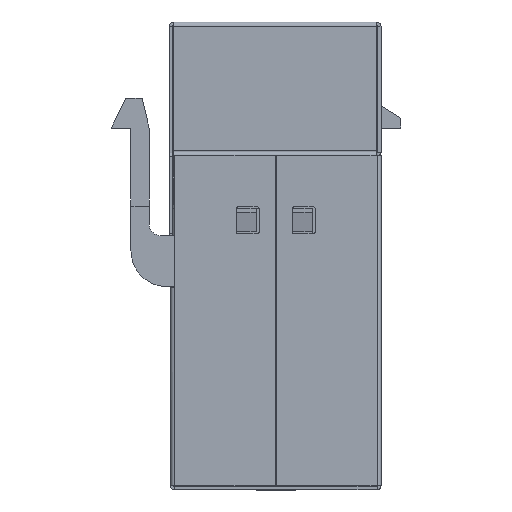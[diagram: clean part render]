
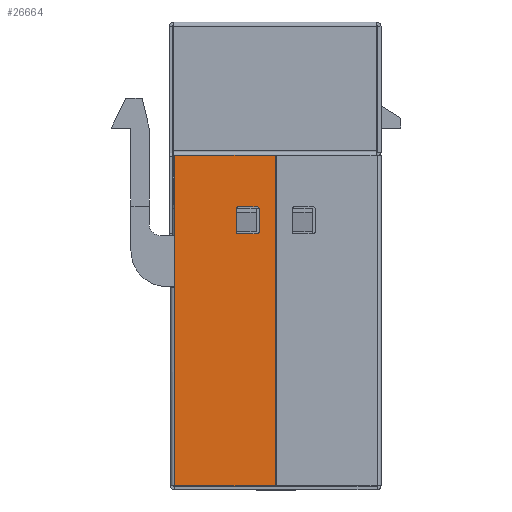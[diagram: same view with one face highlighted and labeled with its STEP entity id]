
A CAD part, left-side view. The second image highlights one B-rep face of the part: STEP entity #26664.
In plain terms, the highlighted face is planar.
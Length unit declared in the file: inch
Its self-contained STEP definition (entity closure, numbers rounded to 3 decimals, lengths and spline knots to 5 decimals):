
#9163 = ORIENTED_EDGE ( 'NONE', *, *, #21668, .T. ) ;
#9164 = ORIENTED_EDGE ( 'NONE', *, *, #21670, .T. ) ;
#9165 = ORIENTED_EDGE ( 'NONE', *, *, #21672, .T. ) ;
#9166 = ORIENTED_EDGE ( 'NONE', *, *, #21675, .T. ) ;
#9167 = ORIENTED_EDGE ( 'NONE', *, *, #21678, .T. ) ;
#9168 = ORIENTED_EDGE ( 'NONE', *, *, #21681, .T. ) ;
#9169 = ORIENTED_EDGE ( 'NONE', *, *, #21684, .T. ) ;
#9170 = ORIENTED_EDGE ( 'NONE', *, *, #21686, .T. ) ;
#9171 = ORIENTED_EDGE ( 'NONE', *, *, #21655, .F. ) ;
#9172 = ORIENTED_EDGE ( 'NONE', *, *, #21665, .T. ) ;
#9173 = ORIENTED_EDGE ( 'NONE', *, *, #21688, .T. ) ;
#9174 = ORIENTED_EDGE ( 'NONE', *, *, #21691, .T. ) ;
#9175 = ORIENTED_EDGE ( 'NONE', *, *, #21693, .T. ) ;
#10927 = CARTESIAN_POINT ( 'NONE',  ( 0.3055, 0.6, -0.36 ) ) ;
#10928 = CARTESIAN_POINT ( 'NONE',  ( 0.001, 0.002, -0.36 ) ) ;
#10929 = DIRECTION ( 'NONE',  ( 0., 1., 0. ) ) ;
#10932 = CARTESIAN_POINT ( 'NONE',  ( 0.3075, 0.843, -0.36 ) ) ;
#10937 = DIRECTION ( 'NONE',  ( -1., 0., 0. ) ) ;
#10938 = DIRECTION ( 'NONE',  ( 0., -1., 0. ) ) ;
#10939 = DIRECTION ( 'NONE',  ( -1., 0., 0. ) ) ;
#10941 = CARTESIAN_POINT ( 'NONE',  ( 0.05, 0.6, -0.36 ) ) ;
#10942 = CARTESIAN_POINT ( 'NONE',  ( 0.3075, 0.761, -0.36 ) ) ;
#10943 = DIRECTION ( 'NONE',  ( 1., 0., 0. ) ) ;
#10944 = CARTESIAN_POINT ( 'NONE',  ( 0.056, 0.837, -0.36 ) ) ;
#10945 = DIRECTION ( 'NONE',  ( 0., 0., 1. ) ) ;
#10946 = DIRECTION ( 'NONE',  ( 1., 0., 0. ) ) ;
#10947 = CARTESIAN_POINT ( 'NONE',  ( 0.119, 0.6, -0.36 ) ) ;
#10948 = DIRECTION ( 'NONE',  ( 0., 1., 0. ) ) ;
#10949 = CARTESIAN_POINT ( 'NONE',  ( 0.056, 0.767, -0.36 ) ) ;
#10950 = DIRECTION ( 'NONE',  ( 0., 0., 1. ) ) ;
#10951 = DIRECTION ( 'NONE',  ( 1., 0., 0. ) ) ;
#10952 = CARTESIAN_POINT ( 'NONE',  ( 0.001, 0.6, -0.36 ) ) ;
#10953 = DIRECTION ( 'NONE',  ( 0., 1., 0. ) ) ;
#10954 = CARTESIAN_POINT ( 'NONE',  ( 0.113, 0.767, -0.36 ) ) ;
#10955 = DIRECTION ( 'NONE',  ( 0., 0., 1. ) ) ;
#10956 = DIRECTION ( 'NONE',  ( 1., 0., 0. ) ) ;
#10958 = CARTESIAN_POINT ( 'NONE',  ( 0.113, 0.837, -0.36 ) ) ;
#10959 = DIRECTION ( 'NONE',  ( 0., 0., 1. ) ) ;
#10960 = DIRECTION ( 'NONE',  ( 1., 0., 0. ) ) ;
#10961 = CARTESIAN_POINT ( 'NONE',  ( 0.3055, 0.998, -0.36 ) ) ;
#10962 = DIRECTION ( 'NONE',  ( 1., 0., 0. ) ) ;
#10963 = CARTESIAN_POINT ( 'NONE',  ( 0.3055, 0.6, -0.36 ) ) ;
#10964 = DIRECTION ( 'NONE',  ( 0., -1., 0. ) ) ;
#12500 = AXIS2_PLACEMENT_3D ( 'NONE', #10944, #10945, #10946 ) ;
#12501 = AXIS2_PLACEMENT_3D ( 'NONE', #10949, #10950, #10951 ) ;
#12502 = AXIS2_PLACEMENT_3D ( 'NONE', #10954, #10955, #10956 ) ;
#12503 = AXIS2_PLACEMENT_3D ( 'NONE', #10958, #10959, #10960 ) ;
#12773 = AXIS2_PLACEMENT_3D ( 'NONE', #38121, #38127, #38128 ) ;
#13536 = VERTEX_POINT ( 'NONE', #15055 ) ;
#13538 = VERTEX_POINT ( 'NONE', #15057 ) ;
#13539 = VERTEX_POINT ( 'NONE', #15058 ) ;
#13541 = VERTEX_POINT ( 'NONE', #15060 ) ;
#13542 = VERTEX_POINT ( 'NONE', #15061 ) ;
#13543 = VERTEX_POINT ( 'NONE', #15062 ) ;
#13545 = VERTEX_POINT ( 'NONE', #15064 ) ;
#13546 = VERTEX_POINT ( 'NONE', #15065 ) ;
#13547 = VERTEX_POINT ( 'NONE', #15066 ) ;
#13548 = VERTEX_POINT ( 'NONE', #15067 ) ;
#13549 = VERTEX_POINT ( 'NONE', #15068 ) ;
#13550 = VERTEX_POINT ( 'NONE', #15069 ) ;
#13552 = VERTEX_POINT ( 'NONE', #15071 ) ;
#15055 = CARTESIAN_POINT ( 'NONE',  ( 0.3055, 0.6, -0.36 ) ) ;
#15057 = CARTESIAN_POINT ( 'NONE',  ( 0.001, 0.002, -0.36 ) ) ;
#15058 = CARTESIAN_POINT ( 'NONE',  ( 0.3055, 0.002, -0.36 ) ) ;
#15060 = CARTESIAN_POINT ( 'NONE',  ( 0.113, 0.843, -0.36 ) ) ;
#15061 = CARTESIAN_POINT ( 'NONE',  ( 0.056, 0.843, -0.36 ) ) ;
#15062 = CARTESIAN_POINT ( 'NONE',  ( 0.001, 0.998, -0.36 ) ) ;
#15064 = CARTESIAN_POINT ( 'NONE',  ( 0.05, 0.837, -0.36 ) ) ;
#15065 = CARTESIAN_POINT ( 'NONE',  ( 0.05, 0.767, -0.36 ) ) ;
#15066 = CARTESIAN_POINT ( 'NONE',  ( 0.056, 0.761, -0.36 ) ) ;
#15067 = CARTESIAN_POINT ( 'NONE',  ( 0.113, 0.761, -0.36 ) ) ;
#15068 = CARTESIAN_POINT ( 'NONE',  ( 0.119, 0.767, -0.36 ) ) ;
#15069 = CARTESIAN_POINT ( 'NONE',  ( 0.119, 0.837, -0.36 ) ) ;
#15071 = CARTESIAN_POINT ( 'NONE',  ( 0.3055, 0.998, -0.36 ) ) ;
#21655 = EDGE_CURVE ( 'NONE', #13539, #13536, #38795, .T. ) ;
#21665 = EDGE_CURVE ( 'NONE', #13539, #13538, #38801, .T. ) ;
#21668 = EDGE_CURVE ( 'NONE', #13541, #13542, #38803, .T. ) ;
#21670 = EDGE_CURVE ( 'NONE', #13542, #13545, #38805, .T. ) ;
#21672 = EDGE_CURVE ( 'NONE', #13545, #13546, #38809, .T. ) ;
#21675 = EDGE_CURVE ( 'NONE', #13546, #13547, #38810, .T. ) ;
#21678 = EDGE_CURVE ( 'NONE', #13547, #13548, #38812, .T. ) ;
#21681 = EDGE_CURVE ( 'NONE', #13548, #13549, #38813, .T. ) ;
#21684 = EDGE_CURVE ( 'NONE', #13549, #13550, #38815, .T. ) ;
#21686 = EDGE_CURVE ( 'NONE', #13550, #13541, #38816, .T. ) ;
#21688 = EDGE_CURVE ( 'NONE', #13538, #13543, #38818, .T. ) ;
#21691 = EDGE_CURVE ( 'NONE', #13543, #13552, #38819, .T. ) ;
#21693 = EDGE_CURVE ( 'NONE', #13552, #13536, #38821, .T. ) ;
#25872 = EDGE_LOOP ( 'NONE', ( #9163, #9164, #9165, #9166, #9167, #9168, #9169, #9170 ) ) ;
#25884 = EDGE_LOOP ( 'NONE', ( #9171, #9172, #9173, #9174, #9175 ) ) ;
#26664 = ADVANCED_FACE ( 'NONE', ( #46187, #46192 ), #38122, .F. ) ;
#38121 = CARTESIAN_POINT ( 'NONE',  ( 0.3075, 0.6, -0.36 ) ) ;
#38122 = PLANE ( 'NONE',  #12773 ) ;
#38127 = DIRECTION ( 'NONE',  ( 0., 0., 1. ) ) ;
#38128 = DIRECTION ( 'NONE',  ( 1., 0., 0. ) ) ;
#38795 = LINE ( 'NONE', #10927, #38798 ) ;
#38798 = VECTOR ( 'NONE', #10929, 39.37008 ) ;
#38801 = LINE ( 'NONE', #10928, #38806 ) ;
#38803 = LINE ( 'NONE', #10932, #38808 ) ;
#38805 = CIRCLE ( 'NONE', #12500, 0.006 ) ;
#38806 = VECTOR ( 'NONE', #10937, 39.37008 ) ;
#38808 = VECTOR ( 'NONE', #10939, 39.37008 ) ;
#38809 = LINE ( 'NONE', #10941, #38811 ) ;
#38810 = CIRCLE ( 'NONE', #12501, 0.006 ) ;
#38811 = VECTOR ( 'NONE', #10938, 39.37008 ) ;
#38812 = LINE ( 'NONE', #10942, #38814 ) ;
#38813 = CIRCLE ( 'NONE', #12502, 0.006 ) ;
#38814 = VECTOR ( 'NONE', #10943, 39.37008 ) ;
#38815 = LINE ( 'NONE', #10947, #38817 ) ;
#38816 = CIRCLE ( 'NONE', #12503, 0.006 ) ;
#38817 = VECTOR ( 'NONE', #10948, 39.37008 ) ;
#38818 = LINE ( 'NONE', #10952, #38820 ) ;
#38819 = LINE ( 'NONE', #10961, #38822 ) ;
#38820 = VECTOR ( 'NONE', #10953, 39.37008 ) ;
#38821 = LINE ( 'NONE', #10963, #38824 ) ;
#38822 = VECTOR ( 'NONE', #10962, 39.37008 ) ;
#38824 = VECTOR ( 'NONE', #10964, 39.37008 ) ;
#46187 = FACE_BOUND ( 'NONE', #25872, .T. ) ;
#46192 = FACE_OUTER_BOUND ( 'NONE', #25884, .T. ) ;
